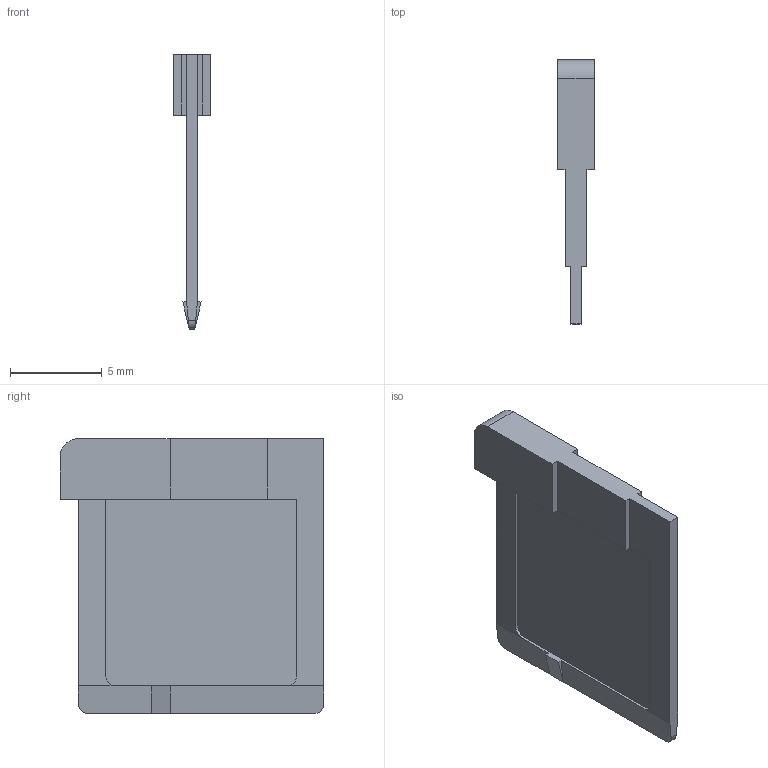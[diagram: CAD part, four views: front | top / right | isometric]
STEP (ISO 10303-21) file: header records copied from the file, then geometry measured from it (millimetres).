
FILE_DESCRIPTION(('CATIA V5R20 STEP214'),'2;1');
FILE_NAME ('6512936_2', '2014-11-06T09:25:16+00:00', ('Weidmueller Interface'), ('Weidmueller'), 'CATIA Version 5 Release 20 SP 5 (IN-10)', 'CATIA V5 STEP AP214', 'none');
FILE_SCHEMA(('AUTOMOTIVE_DESIGN { 1 0 10303 214 1 1 1 1 }'));
Length unit declared in the file: millimetre
Products named in the file (1): 0319160000
Bounding box: 2 x 14.4 x 15 mm (x, y, z)
Volume: 125.8 mm3; surface area: 483.7 mm2
Topology: 1 solids, 1 shells, 43 faces, 115 edges, 74 vertices
Faces by surface type: plane 36, cylinder 7
Entity records: 1312 total; most frequent: CARTESIAN_POINT 268, ORIENTED_EDGE 230, DIRECTION 175, EDGE_CURVE 115, VECTOR 101, LINE 101, VERTEX_POINT 74, AXIS2_PLACEMENT_3D 43
